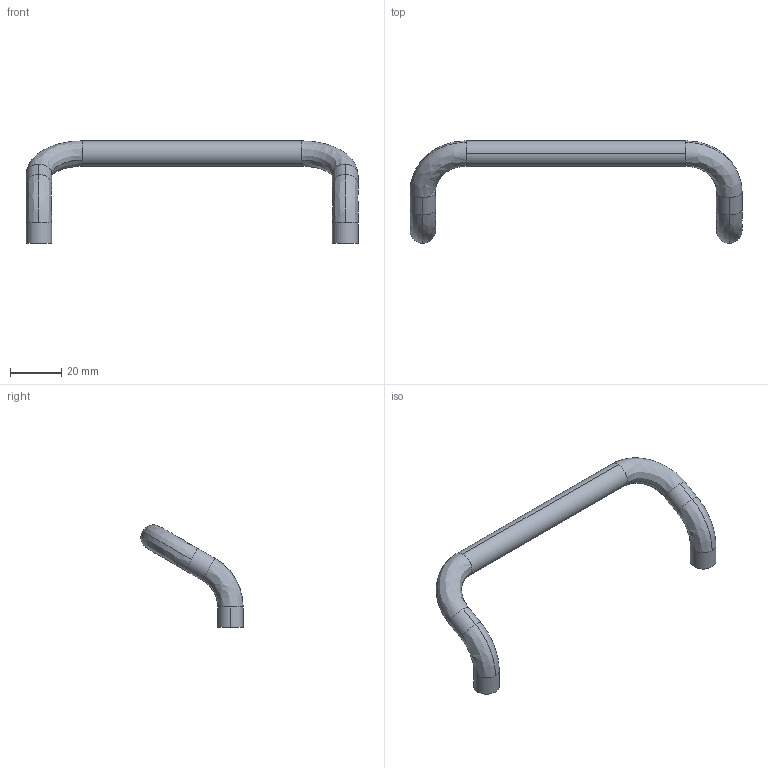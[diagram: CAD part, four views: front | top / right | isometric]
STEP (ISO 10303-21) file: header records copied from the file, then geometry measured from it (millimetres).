
FILE_DESCRIPTION (( 'STEP AP214' ), '1' );
FILE_NAME ('7310030', '2019-02-01T13:25:45', ( '' ), ('JUGARD+KÜNSTNER GmbH'), 'SwSTEP 2.0', 'SolidWorks 2017', '' );
FILE_SCHEMA (( 'AUTOMOTIVE_DESIGN' ));
Length unit declared in the file: millimetre
Products named in the file (1): 7310030_CNAJF00
Bounding box: 130 x 40.06 x 40.07 mm (x, y, z)
Volume: 15743.4 mm3; surface area: 6996.7 mm2
Topology: 1 solids, 1 shells, 26 faces, 62 edges, 40 vertices
Faces by surface type: cylinder 14, bspline 8, plane 4
Entity records: 904 total; most frequent: CARTESIAN_POINT 249, DIRECTION 148, ORIENTED_EDGE 124, AXIS2_PLACEMENT_3D 67, EDGE_CURVE 62, CIRCLE 48, VERTEX_POINT 40, EDGE_LOOP 28
